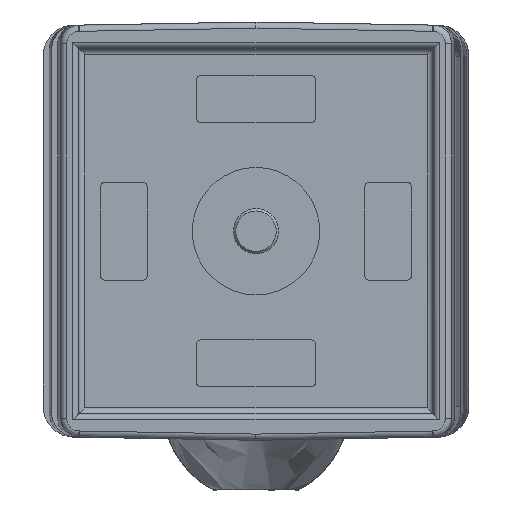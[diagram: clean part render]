
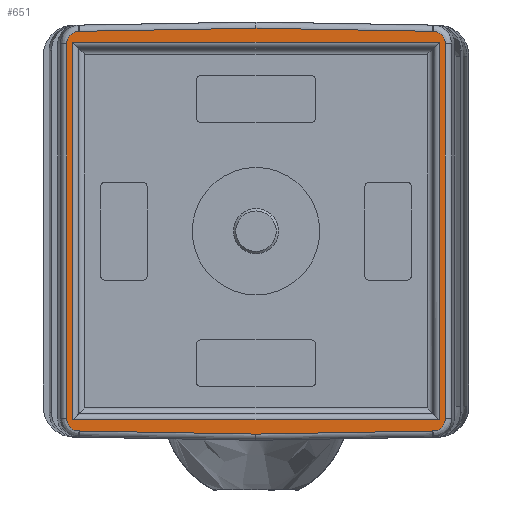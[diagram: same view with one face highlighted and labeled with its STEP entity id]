
A CAD part, front view. The second image highlights one B-rep face of the part: STEP entity #651.
In plain terms, the highlighted planar face has unit normal (0, -1, 0).
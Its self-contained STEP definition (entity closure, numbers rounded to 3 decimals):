
#59=ELLIPSE('',#4493,1.2,1.2);
#60=ELLIPSE('',#4494,0.798,0.798);
#61=ELLIPSE('',#4495,0.798,0.798);
#62=ELLIPSE('',#4496,1.2,1.2);
#63=ELLIPSE('',#4497,1.2,1.2);
#64=ELLIPSE('',#4498,0.798,0.798);
#65=ELLIPSE('',#4499,0.798,0.798);
#66=ELLIPSE('',#4500,1.2,1.2);
#332=FACE_BOUND('',#1231,.T.);
#333=FACE_BOUND('',#1232,.T.);
#651=ADVANCED_FACE('',(#332,#333),#817,.T.);
#817=PLANE('',#4501);
#1231=EDGE_LOOP('',(#1887,#1888,#1889,#1890,#1891,#1892,#1893,#1894,#1895,
#1896,#1897,#1898,#1899,#1900,#1901,#1902,#1903,#1904));
#1232=EDGE_LOOP('',(#1905,#1906,#1907,#1908));
#1887=ORIENTED_EDGE('',*,*,#3478,.F.);
#1888=ORIENTED_EDGE('',*,*,#3479,.T.);
#1889=ORIENTED_EDGE('',*,*,#3480,.T.);
#1890=ORIENTED_EDGE('',*,*,#3481,.T.);
#1891=ORIENTED_EDGE('',*,*,#3482,.T.);
#1892=ORIENTED_EDGE('',*,*,#3483,.T.);
#1893=ORIENTED_EDGE('',*,*,#3484,.T.);
#1894=ORIENTED_EDGE('',*,*,#3485,.T.);
#1895=ORIENTED_EDGE('',*,*,#3486,.T.);
#1896=ORIENTED_EDGE('',*,*,#3487,.F.);
#1897=ORIENTED_EDGE('',*,*,#3488,.T.);
#1898=ORIENTED_EDGE('',*,*,#3489,.T.);
#1899=ORIENTED_EDGE('',*,*,#3490,.T.);
#1900=ORIENTED_EDGE('',*,*,#3491,.T.);
#1901=ORIENTED_EDGE('',*,*,#3492,.T.);
#1902=ORIENTED_EDGE('',*,*,#3493,.T.);
#1903=ORIENTED_EDGE('',*,*,#3494,.T.);
#1904=ORIENTED_EDGE('',*,*,#3495,.T.);
#1905=ORIENTED_EDGE('',*,*,#3496,.T.);
#1906=ORIENTED_EDGE('',*,*,#3497,.T.);
#1907=ORIENTED_EDGE('',*,*,#3498,.T.);
#1908=ORIENTED_EDGE('',*,*,#3499,.T.);
#2959=VERTEX_POINT('',#16430);
#2960=VERTEX_POINT('',#16431);
#2961=VERTEX_POINT('',#16433);
#2962=VERTEX_POINT('',#16435);
#2963=VERTEX_POINT('',#16437);
#2964=VERTEX_POINT('',#16439);
#2965=VERTEX_POINT('',#16441);
#2966=VERTEX_POINT('',#16443);
#2967=VERTEX_POINT('',#16445);
#2968=VERTEX_POINT('',#16447);
#2969=VERTEX_POINT('',#16449);
#2970=VERTEX_POINT('',#16451);
#2971=VERTEX_POINT('',#16453);
#2972=VERTEX_POINT('',#16455);
#2973=VERTEX_POINT('',#16457);
#2974=VERTEX_POINT('',#16459);
#2975=VERTEX_POINT('',#16461);
#2976=VERTEX_POINT('',#16463);
#2977=VERTEX_POINT('',#16466);
#2978=VERTEX_POINT('',#16467);
#2979=VERTEX_POINT('',#16469);
#2980=VERTEX_POINT('',#16471);
#3478=EDGE_CURVE('',#2959,#2960,#3914,.T.);
#3479=EDGE_CURVE('',#2959,#2961,#3915,.T.);
#3480=EDGE_CURVE('',#2961,#2962,#3916,.T.);
#3481=EDGE_CURVE('',#2962,#2963,#3917,.T.);
#3482=EDGE_CURVE('',#2963,#2964,#59,.T.);
#3483=EDGE_CURVE('',#2964,#2965,#60,.T.);
#3484=EDGE_CURVE('',#2965,#2966,#3918,.T.);
#3485=EDGE_CURVE('',#2966,#2967,#61,.T.);
#3486=EDGE_CURVE('',#2967,#2968,#62,.T.);
#3487=EDGE_CURVE('',#2969,#2968,#3919,.T.);
#3488=EDGE_CURVE('',#2969,#2970,#3920,.T.);
#3489=EDGE_CURVE('',#2970,#2971,#3921,.T.);
#3490=EDGE_CURVE('',#2971,#2972,#3922,.T.);
#3491=EDGE_CURVE('',#2972,#2973,#63,.T.);
#3492=EDGE_CURVE('',#2973,#2974,#64,.T.);
#3493=EDGE_CURVE('',#2974,#2975,#3923,.T.);
#3494=EDGE_CURVE('',#2975,#2976,#65,.T.);
#3495=EDGE_CURVE('',#2976,#2960,#66,.T.);
#3496=EDGE_CURVE('',#2977,#2978,#3924,.T.);
#3497=EDGE_CURVE('',#2978,#2979,#3925,.T.);
#3498=EDGE_CURVE('',#2979,#2980,#3926,.T.);
#3499=EDGE_CURVE('',#2980,#2977,#3927,.T.);
#3914=LINE('',#16429,#4225);
#3915=LINE('',#16432,#4226);
#3916=LINE('',#16434,#4227);
#3917=LINE('',#16436,#4228);
#3918=LINE('',#16442,#4229);
#3919=LINE('',#16448,#4230);
#3920=LINE('',#16450,#4231);
#3921=LINE('',#16452,#4232);
#3922=LINE('',#16454,#4233);
#3923=LINE('',#16460,#4234);
#3924=LINE('',#16465,#4235);
#3925=LINE('',#16468,#4236);
#3926=LINE('',#16470,#4237);
#3927=LINE('',#16472,#4238);
#4225=VECTOR('',#5187,1.);
#4226=VECTOR('',#5188,1.);
#4227=VECTOR('',#5189,1.);
#4228=VECTOR('',#5190,1.);
#4229=VECTOR('',#5195,1.);
#4230=VECTOR('',#5200,1.);
#4231=VECTOR('',#5201,1.);
#4232=VECTOR('',#5202,1.);
#4233=VECTOR('',#5203,1.);
#4234=VECTOR('',#5208,1.);
#4235=VECTOR('',#5213,1.);
#4236=VECTOR('',#5214,1.);
#4237=VECTOR('',#5215,1.);
#4238=VECTOR('',#5216,1.);
#4493=AXIS2_PLACEMENT_3D('',#16438,#5191,#5192);
#4494=AXIS2_PLACEMENT_3D('',#16440,#5193,#5194);
#4495=AXIS2_PLACEMENT_3D('',#16444,#5196,#5197);
#4496=AXIS2_PLACEMENT_3D('',#16446,#5198,#5199);
#4497=AXIS2_PLACEMENT_3D('',#16456,#5204,#5205);
#4498=AXIS2_PLACEMENT_3D('',#16458,#5206,#5207);
#4499=AXIS2_PLACEMENT_3D('',#16462,#5209,#5210);
#4500=AXIS2_PLACEMENT_3D('',#16464,#5211,#5212);
#4501=AXIS2_PLACEMENT_3D('',#16473,#5217,#5218);
#5187=DIRECTION('',(0.,0.,1.));
#5188=DIRECTION('',(1.,0.,-0.017));
#5189=DIRECTION('',(1.,0.,0.017));
#5190=DIRECTION('',(0.,0.,1.));
#5191=DIRECTION('',(0.,-1.,0.));
#5192=DIRECTION('',(-1.,0.,0.));
#5193=DIRECTION('',(0.,-1.,0.));
#5194=DIRECTION('',(-1.,0.,0.));
#5195=DIRECTION('',(0.,0.,1.));
#5196=DIRECTION('',(0.,-1.,0.));
#5197=DIRECTION('',(-1.,0.,0.));
#5198=DIRECTION('',(0.,-1.,0.));
#5199=DIRECTION('',(-1.,0.,0.));
#5200=DIRECTION('',(0.,0.,-1.));
#5201=DIRECTION('',(-1.,0.,0.017));
#5202=DIRECTION('',(-1.,0.,-0.017));
#5203=DIRECTION('',(0.,0.,-1.));
#5204=DIRECTION('',(0.,-1.,0.));
#5205=DIRECTION('',(-1.,0.,0.));
#5206=DIRECTION('',(0.,-1.,0.));
#5207=DIRECTION('',(-1.,0.,0.));
#5208=DIRECTION('',(0.,0.,-1.));
#5209=DIRECTION('',(0.,-1.,0.));
#5210=DIRECTION('',(-1.,0.,0.));
#5211=DIRECTION('',(0.,-1.,0.));
#5212=DIRECTION('',(-1.,0.,0.));
#5213=DIRECTION('',(0.,0.,1.));
#5214=DIRECTION('',(1.,0.,0.));
#5215=DIRECTION('',(0.,0.,-1.));
#5216=DIRECTION('',(-1.,0.,0.));
#5217=DIRECTION('',(0.,-1.,0.));
#5218=DIRECTION('',(0.,0.,1.));
#16429=CARTESIAN_POINT('',(-11.38,-26.7,-3.95));
#16430=CARTESIAN_POINT('',(-11.38,-26.7,-1.554));
#16431=CARTESIAN_POINT('',(-11.38,-26.7,-1.55));
#16432=CARTESIAN_POINT('',(12.9,-26.7,-1.978));
#16433=CARTESIAN_POINT('',(0.,-26.7,-1.753));
#16434=CARTESIAN_POINT('',(11.373,-26.7,-1.554));
#16435=CARTESIAN_POINT('',(11.38,-26.7,-1.554));
#16436=CARTESIAN_POINT('',(11.38,-26.7,-3.95));
#16437=CARTESIAN_POINT('',(11.38,-26.7,-1.55));
#16438=CARTESIAN_POINT('',(11.384,-26.7,-0.35));
#16439=CARTESIAN_POINT('',(11.39,-26.7,-1.55));
#16440=CARTESIAN_POINT('',(11.386,-26.7,-0.752));
#16441=CARTESIAN_POINT('',(12.184,-26.7,-0.752));
#16442=CARTESIAN_POINT('',(12.184,-26.7,23.352));
#16443=CARTESIAN_POINT('',(12.184,-26.7,23.352));
#16444=CARTESIAN_POINT('',(11.386,-26.7,23.352));
#16445=CARTESIAN_POINT('',(11.39,-26.7,24.15));
#16446=CARTESIAN_POINT('',(11.384,-26.7,22.95));
#16447=CARTESIAN_POINT('',(11.38,-26.7,24.15));
#16448=CARTESIAN_POINT('',(11.38,-26.7,27.55));
#16449=CARTESIAN_POINT('',(11.38,-26.7,24.154));
#16450=CARTESIAN_POINT('',(13.355,-26.7,24.12));
#16451=CARTESIAN_POINT('',(0.,-26.7,24.353));
#16452=CARTESIAN_POINT('',(12.437,-26.7,24.57));
#16453=CARTESIAN_POINT('',(-11.377,-26.7,24.154));
#16454=CARTESIAN_POINT('',(-11.377,-26.7,27.55));
#16455=CARTESIAN_POINT('',(-11.377,-26.7,24.15));
#16456=CARTESIAN_POINT('',(-11.384,-26.7,22.95));
#16457=CARTESIAN_POINT('',(-11.39,-26.7,24.15));
#16458=CARTESIAN_POINT('',(-11.386,-26.7,23.352));
#16459=CARTESIAN_POINT('',(-12.184,-26.7,23.352));
#16460=CARTESIAN_POINT('',(-12.184,-26.7,-1.95));
#16461=CARTESIAN_POINT('',(-12.184,-26.7,-0.752));
#16462=CARTESIAN_POINT('',(-11.386,-26.7,-0.752));
#16463=CARTESIAN_POINT('',(-11.39,-26.7,-1.55));
#16464=CARTESIAN_POINT('',(-11.384,-26.7,-0.35));
#16465=CARTESIAN_POINT('',(-11.794,-26.7,23.05));
#16466=CARTESIAN_POINT('',(-11.794,-26.7,-0.844));
#16467=CARTESIAN_POINT('',(-11.794,-26.7,23.444));
#16468=CARTESIAN_POINT('',(11.4,-26.7,23.444));
#16469=CARTESIAN_POINT('',(11.794,-26.7,23.444));
#16470=CARTESIAN_POINT('',(11.794,-26.7,-0.45));
#16471=CARTESIAN_POINT('',(11.794,-26.7,-0.844));
#16472=CARTESIAN_POINT('',(-11.4,-26.7,-0.844));
#16473=CARTESIAN_POINT('',(12.9,-26.7,-1.95));
